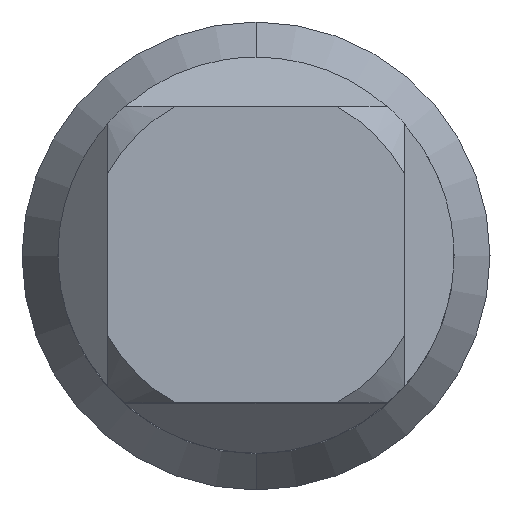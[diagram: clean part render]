
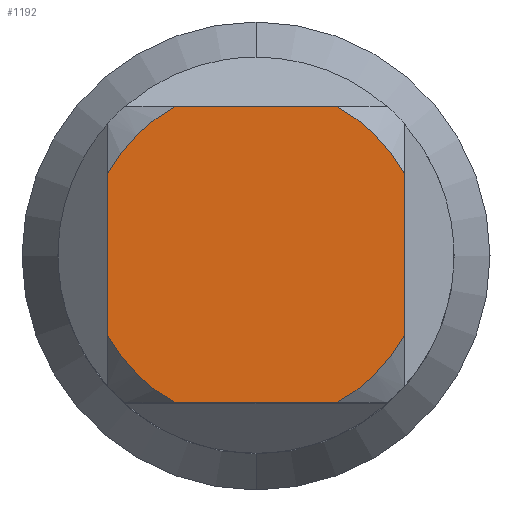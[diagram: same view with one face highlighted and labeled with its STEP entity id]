
A CAD part, top view. The second image highlights one B-rep face of the part: STEP entity #1192.
In plain terms, the highlighted planar face has unit normal (0, 0, 1).
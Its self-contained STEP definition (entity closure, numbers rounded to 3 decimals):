
#34 = DIRECTION ( 'NONE',  ( 0., 0., -1. ) ) ;
#42 = CARTESIAN_POINT ( 'NONE',  ( 0., 8.62, 31.642 ) ) ;
#48 = ORIENTED_EDGE ( 'NONE', *, *, #339, .F. ) ;
#93 = DIRECTION ( 'NONE',  ( 0., 1., 0. ) ) ;
#101 = VECTOR ( 'NONE', #1207, 1000. ) ;
#112 = ORIENTED_EDGE ( 'NONE', *, *, #484, .T. ) ;
#120 = DIRECTION ( 'NONE',  ( 0., 1., 0. ) ) ;
#125 = DIRECTION ( 'NONE',  ( 0., 0., -1. ) ) ;
#136 = DIRECTION ( 'NONE',  ( -1., 0., 0. ) ) ;
#168 = VECTOR ( 'NONE', #1152, 1000. ) ;
#203 = LINE ( 'NONE', #342, #168 ) ;
#235 = DIRECTION ( 'NONE',  ( 0., 0., -1. ) ) ;
#255 = EDGE_CURVE ( 'NONE', #748, #644, #506, .T. ) ;
#286 = ORIENTED_EDGE ( 'NONE', *, *, #460, .F. ) ;
#293 = ORIENTED_EDGE ( 'NONE', *, *, #508, .T. ) ;
#306 = EDGE_CURVE ( 'NONE', #517, #1092, #472, .T. ) ;
#313 = CARTESIAN_POINT ( 'NONE',  ( -4.683, 8.62, 31.642 ) ) ;
#321 = PLANE ( 'NONE',  #381 ) ;
#336 = AXIS2_PLACEMENT_3D ( 'NONE', #1206, #580, #664 ) ;
#339 = EDGE_CURVE ( 'NONE', #575, #1119, #380, .T. ) ;
#342 = CARTESIAN_POINT ( 'NONE',  ( -8.62, 0., 31.642 ) ) ;
#380 = CIRCLE ( 'NONE', #458, 9.81 ) ;
#381 = AXIS2_PLACEMENT_3D ( 'NONE', #790, #235, #878 ) ;
#436 = DIRECTION ( 'NONE',  ( 1., 0., 0. ) ) ;
#438 = LINE ( 'NONE', #988, #894 ) ;
#458 = AXIS2_PLACEMENT_3D ( 'NONE', #923, #125, #120 ) ;
#460 = EDGE_CURVE ( 'NONE', #656, #1145, #879, .T. ) ;
#463 = LINE ( 'NONE', #42, #682 ) ;
#466 = CARTESIAN_POINT ( 'NONE',  ( 4.683, -8.62, 31.642 ) ) ;
#472 = CIRCLE ( 'NONE', #336, 9.81 ) ;
#484 = EDGE_CURVE ( 'NONE', #656, #1119, #463, .T. ) ;
#488 = CARTESIAN_POINT ( 'NONE',  ( 8.62, 0., 31.642 ) ) ;
#506 = CIRCLE ( 'NONE', #1086, 9.81 ) ;
#508 = EDGE_CURVE ( 'NONE', #575, #1092, #203, .T. ) ;
#517 = VERTEX_POINT ( 'NONE', #1159 ) ;
#524 = EDGE_CURVE ( 'NONE', #517, #644, #438, .T. ) ;
#575 = VERTEX_POINT ( 'NONE', #730 ) ;
#580 = DIRECTION ( 'NONE',  ( 0., 0., -1. ) ) ;
#615 = ORIENTED_EDGE ( 'NONE', *, *, #255, .F. ) ;
#625 = CARTESIAN_POINT ( 'NONE',  ( 0., 0., 31.642 ) ) ;
#644 = VERTEX_POINT ( 'NONE', #466 ) ;
#656 = VERTEX_POINT ( 'NONE', #1195 ) ;
#664 = DIRECTION ( 'NONE',  ( 0., 1., 0. ) ) ;
#682 = VECTOR ( 'NONE', #136, 1000. ) ;
#686 = CARTESIAN_POINT ( 'NONE',  ( -8.62, -4.683, 31.642 ) ) ;
#706 = DIRECTION ( 'NONE',  ( 0., 1., 0. ) ) ;
#730 = CARTESIAN_POINT ( 'NONE',  ( -8.62, 4.683, 31.642 ) ) ;
#748 = VERTEX_POINT ( 'NONE', #1112 ) ;
#769 = EDGE_CURVE ( 'NONE', #748, #1145, #830, .T. ) ;
#777 = CARTESIAN_POINT ( 'NONE',  ( 8.62, 4.683, 31.642 ) ) ;
#790 = CARTESIAN_POINT ( 'NONE',  ( 0., 0., 31.642 ) ) ;
#830 = LINE ( 'NONE', #488, #101 ) ;
#845 = ORIENTED_EDGE ( 'NONE', *, *, #524, .T. ) ;
#865 = ORIENTED_EDGE ( 'NONE', *, *, #306, .F. ) ;
#878 = DIRECTION ( 'NONE',  ( 0., 1., 0. ) ) ;
#879 = CIRCLE ( 'NONE', #1179, 9.81 ) ;
#894 = VECTOR ( 'NONE', #436, 1000. ) ;
#923 = CARTESIAN_POINT ( 'NONE',  ( 0., 0., 31.642 ) ) ;
#928 = CARTESIAN_POINT ( 'NONE',  ( 0., 0., 31.642 ) ) ;
#935 = DIRECTION ( 'NONE',  ( 0., 0., -1. ) ) ;
#988 = CARTESIAN_POINT ( 'NONE',  ( 0., -8.62, 31.642 ) ) ;
#1017 = ORIENTED_EDGE ( 'NONE', *, *, #769, .T. ) ;
#1024 = FACE_OUTER_BOUND ( 'NONE', #1093, .T. ) ;
#1086 = AXIS2_PLACEMENT_3D ( 'NONE', #928, #935, #93 ) ;
#1092 = VERTEX_POINT ( 'NONE', #686 ) ;
#1093 = EDGE_LOOP ( 'NONE', ( #615, #1017, #286, #112, #48, #293, #865, #845 ) ) ;
#1112 = CARTESIAN_POINT ( 'NONE',  ( 8.62, -4.683, 31.642 ) ) ;
#1119 = VERTEX_POINT ( 'NONE', #313 ) ;
#1145 = VERTEX_POINT ( 'NONE', #777 ) ;
#1152 = DIRECTION ( 'NONE',  ( 0., -1., 0. ) ) ;
#1159 = CARTESIAN_POINT ( 'NONE',  ( -4.683, -8.62, 31.642 ) ) ;
#1179 = AXIS2_PLACEMENT_3D ( 'NONE', #625, #34, #706 ) ;
#1192 = ADVANCED_FACE ( 'NONE', ( #1024 ), #321, .F. ) ;
#1195 = CARTESIAN_POINT ( 'NONE',  ( 4.683, 8.62, 31.642 ) ) ;
#1206 = CARTESIAN_POINT ( 'NONE',  ( 0., 0., 31.642 ) ) ;
#1207 = DIRECTION ( 'NONE',  ( 0., 1., 0. ) ) ;
